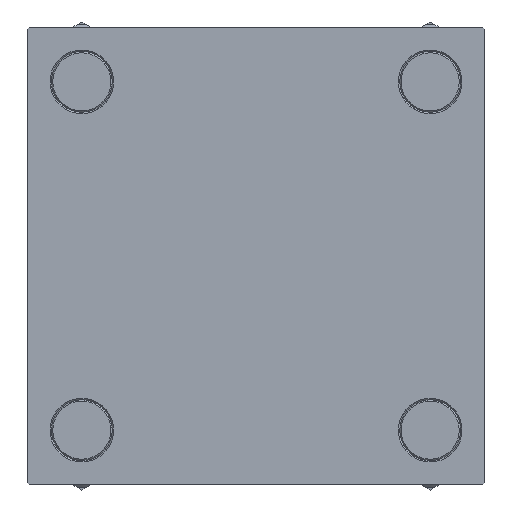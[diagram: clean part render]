
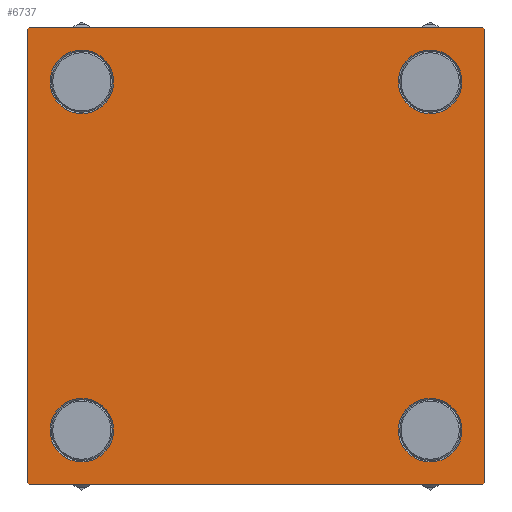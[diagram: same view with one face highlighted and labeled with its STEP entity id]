
A CAD part, left-side view. The second image highlights one B-rep face of the part: STEP entity #6737.
In plain terms, the highlighted planar face has unit normal (-1, 0, 0).
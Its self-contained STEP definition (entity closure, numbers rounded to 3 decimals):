
#181 = VERTEX_POINT ( 'NONE', #12558 ) ;
#1361 = CIRCLE ( 'NONE', #16788, 11.5 ) ;
#1445 = EDGE_LOOP ( 'NONE', ( #31633, #12764 ) ) ;
#1953 = CARTESIAN_POINT ( 'NONE',  ( 0., -82., 82.5 ) ) ;
#1982 = EDGE_CURVE ( 'NONE', #36978, #32200, #9622, .T. ) ;
#2206 = CARTESIAN_POINT ( 'NONE',  ( 0., -62.95, -62.95 ) ) ;
#2330 = VECTOR ( 'NONE', #16004, 1000. ) ;
#2385 = FACE_BOUND ( 'NONE', #1445, .T. ) ;
#2635 = LINE ( 'NONE', #11025, #36600 ) ;
#2808 = CARTESIAN_POINT ( 'NONE',  ( 0., -62.95, -74.45 ) ) ;
#2855 = DIRECTION ( 'NONE',  ( 0., -0.707, 0.707 ) ) ;
#2891 = FACE_BOUND ( 'NONE', #12271, .T. ) ;
#2957 = EDGE_CURVE ( 'NONE', #41228, #32064, #30797, .T. ) ;
#3008 = VECTOR ( 'NONE', #38522, 1000. ) ;
#5184 = CARTESIAN_POINT ( 'NONE',  ( 0., -62.95, 62.95 ) ) ;
#5220 = CARTESIAN_POINT ( 'NONE',  ( 0., -82.5, 82. ) ) ;
#5319 = ORIENTED_EDGE ( 'NONE', *, *, #6680, .T. ) ;
#5473 = EDGE_CURVE ( 'NONE', #29401, #26605, #33641, .T. ) ;
#5642 = DIRECTION ( 'NONE',  ( 1., 0., 0. ) ) ;
#5899 = CARTESIAN_POINT ( 'NONE',  ( 0., -62.95, 62.95 ) ) ;
#6680 = EDGE_CURVE ( 'NONE', #34255, #7139, #2635, .T. ) ;
#6737 = ADVANCED_FACE ( 'NONE', ( #25775, #2891, #2385, #10774, #30105 ), #37490, .T. ) ;
#6791 = CARTESIAN_POINT ( 'NONE',  ( 0., 62.95, 51.45 ) ) ;
#7139 = VERTEX_POINT ( 'NONE', #1953 ) ;
#7468 = EDGE_LOOP ( 'NONE', ( #16527, #20524 ) ) ;
#7601 = AXIS2_PLACEMENT_3D ( 'NONE', #5184, #47923, #24263 ) ;
#9051 = CARTESIAN_POINT ( 'NONE',  ( 0., 82.5, -82.5 ) ) ;
#9156 = CARTESIAN_POINT ( 'NONE',  ( 0., -82., -82.5 ) ) ;
#9622 = CIRCLE ( 'NONE', #16132, 11.5 ) ;
#10511 = DIRECTION ( 'NONE',  ( 0., 0., 1. ) ) ;
#10580 = CARTESIAN_POINT ( 'NONE',  ( 0., 62.95, -62.95 ) ) ;
#10774 = FACE_BOUND ( 'NONE', #12209, .T. ) ;
#10836 = VERTEX_POINT ( 'NONE', #38555 ) ;
#10937 = EDGE_LOOP ( 'NONE', ( #30772, #15529, #44892, #12545, #29780, #5319, #12712, #46070 ) ) ;
#11025 = CARTESIAN_POINT ( 'NONE',  ( 0., -82.25, 82.25 ) ) ;
#11367 = VECTOR ( 'NONE', #2855, 1000. ) ;
#11991 = CARTESIAN_POINT ( 'NONE',  ( 0., 62.95, 74.45 ) ) ;
#12209 = EDGE_LOOP ( 'NONE', ( #38652, #29968 ) ) ;
#12271 = EDGE_LOOP ( 'NONE', ( #35343, #35335 ) ) ;
#12545 = ORIENTED_EDGE ( 'NONE', *, *, #5473, .T. ) ;
#12558 = CARTESIAN_POINT ( 'NONE',  ( 0., 82.5, -82. ) ) ;
#12712 = ORIENTED_EDGE ( 'NONE', *, *, #46599, .F. ) ;
#12764 = ORIENTED_EDGE ( 'NONE', *, *, #2957, .T. ) ;
#13541 = DIRECTION ( 'NONE',  ( 0., 0., 1. ) ) ;
#13715 = DIRECTION ( 'NONE',  ( 0., 0., 1. ) ) ;
#14492 = DIRECTION ( 'NONE',  ( 1., 0., 0. ) ) ;
#14843 = DIRECTION ( 'NONE',  ( -1., 0., 0. ) ) ;
#15529 = ORIENTED_EDGE ( 'NONE', *, *, #25703, .T. ) ;
#15595 = CARTESIAN_POINT ( 'NONE',  ( 0., 82., 82.5 ) ) ;
#16004 = DIRECTION ( 'NONE',  ( 0., 0., -1. ) ) ;
#16117 = EDGE_CURVE ( 'NONE', #33793, #181, #50019, .T. ) ;
#16132 = AXIS2_PLACEMENT_3D ( 'NONE', #16798, #14492, #48850 ) ;
#16527 = ORIENTED_EDGE ( 'NONE', *, *, #36840, .T. ) ;
#16788 = AXIS2_PLACEMENT_3D ( 'NONE', #10580, #22281, #13715 ) ;
#16798 = CARTESIAN_POINT ( 'NONE',  ( 0., 62.95, 62.95 ) ) ;
#17591 = CIRCLE ( 'NONE', #24891, 11.5 ) ;
#17849 = CARTESIAN_POINT ( 'NONE',  ( 0., -62.95, -62.95 ) ) ;
#17876 = AXIS2_PLACEMENT_3D ( 'NONE', #5899, #37711, #13541 ) ;
#18652 = DIRECTION ( 'NONE',  ( 0., 0.707, 0.707 ) ) ;
#18873 = CARTESIAN_POINT ( 'NONE',  ( 0., -82.25, -82.25 ) ) ;
#18905 = CARTESIAN_POINT ( 'NONE',  ( 0., 0., 0. ) ) ;
#19565 = LINE ( 'NONE', #42221, #2330 ) ;
#19573 = AXIS2_PLACEMENT_3D ( 'NONE', #18905, #14843, #10511 ) ;
#20003 = AXIS2_PLACEMENT_3D ( 'NONE', #29087, #29586, #40781 ) ;
#20502 = DIRECTION ( 'NONE',  ( 0., -1., 0. ) ) ;
#20524 = ORIENTED_EDGE ( 'NONE', *, *, #49779, .T. ) ;
#21215 = VERTEX_POINT ( 'NONE', #39664 ) ;
#21788 = LINE ( 'NONE', #25105, #46081 ) ;
#22281 = DIRECTION ( 'NONE',  ( 1., 0., 0. ) ) ;
#22927 = CARTESIAN_POINT ( 'NONE',  ( 0., 62.95, -51.45 ) ) ;
#23027 = CIRCLE ( 'NONE', #7601, 11.5 ) ;
#23626 = DIRECTION ( 'NONE',  ( 1., 0., 0. ) ) ;
#24263 = DIRECTION ( 'NONE',  ( 0., 0., 1. ) ) ;
#24420 = EDGE_CURVE ( 'NONE', #44420, #37998, #17591, .T. ) ;
#24880 = CARTESIAN_POINT ( 'NONE',  ( 0., -62.95, -51.45 ) ) ;
#24891 = AXIS2_PLACEMENT_3D ( 'NONE', #2206, #37313, #49019 ) ;
#25105 = CARTESIAN_POINT ( 'NONE',  ( 0., 82.25, 82.25 ) ) ;
#25703 = EDGE_CURVE ( 'NONE', #181, #21215, #34705, .T. ) ;
#25775 = FACE_BOUND ( 'NONE', #7468, .T. ) ;
#26605 = VERTEX_POINT ( 'NONE', #45942 ) ;
#26803 = EDGE_CURVE ( 'NONE', #32200, #36978, #40398, .T. ) ;
#27953 = CARTESIAN_POINT ( 'NONE',  ( 0., 62.95, -74.45 ) ) ;
#28431 = DIRECTION ( 'NONE',  ( 0., 0.707, -0.707 ) ) ;
#28602 = EDGE_CURVE ( 'NONE', #32064, #41228, #1361, .T. ) ;
#28972 = VERTEX_POINT ( 'NONE', #15595 ) ;
#29087 = CARTESIAN_POINT ( 'NONE',  ( 0., 62.95, 62.95 ) ) ;
#29401 = VERTEX_POINT ( 'NONE', #9156 ) ;
#29478 = CIRCLE ( 'NONE', #42496, 11.5 ) ;
#29586 = DIRECTION ( 'NONE',  ( 1., 0., 0. ) ) ;
#29712 = EDGE_CURVE ( 'NONE', #28972, #33793, #21788, .T. ) ;
#29780 = ORIENTED_EDGE ( 'NONE', *, *, #33274, .F. ) ;
#29968 = ORIENTED_EDGE ( 'NONE', *, *, #26803, .T. ) ;
#30087 = CIRCLE ( 'NONE', #17876, 11.5 ) ;
#30105 = FACE_OUTER_BOUND ( 'NONE', #10937, .T. ) ;
#30772 = ORIENTED_EDGE ( 'NONE', *, *, #16117, .T. ) ;
#30797 = CIRCLE ( 'NONE', #40520, 11.5 ) ;
#31114 = VECTOR ( 'NONE', #42388, 1000. ) ;
#31633 = ORIENTED_EDGE ( 'NONE', *, *, #28602, .T. ) ;
#32064 = VERTEX_POINT ( 'NONE', #22927 ) ;
#32200 = VERTEX_POINT ( 'NONE', #6791 ) ;
#32708 = LINE ( 'NONE', #9051, #43061 ) ;
#33274 = EDGE_CURVE ( 'NONE', #34255, #26605, #19565, .T. ) ;
#33641 = LINE ( 'NONE', #18873, #11367 ) ;
#33793 = VERTEX_POINT ( 'NONE', #47022 ) ;
#34216 = CARTESIAN_POINT ( 'NONE',  ( 0., 82.25, -82.25 ) ) ;
#34255 = VERTEX_POINT ( 'NONE', #5220 ) ;
#34510 = CARTESIAN_POINT ( 'NONE',  ( 0., 82.5, 82.5 ) ) ;
#34705 = LINE ( 'NONE', #34216, #3008 ) ;
#35335 = ORIENTED_EDGE ( 'NONE', *, *, #40722, .T. ) ;
#35343 = ORIENTED_EDGE ( 'NONE', *, *, #24420, .T. ) ;
#35974 = VECTOR ( 'NONE', #49146, 1000. ) ;
#36600 = VECTOR ( 'NONE', #18652, 1000. ) ;
#36840 = EDGE_CURVE ( 'NONE', #10836, #39647, #30087, .T. ) ;
#36978 = VERTEX_POINT ( 'NONE', #11991 ) ;
#37225 = EDGE_CURVE ( 'NONE', #21215, #29401, #32708, .T. ) ;
#37313 = DIRECTION ( 'NONE',  ( 1., 0., 0. ) ) ;
#37490 = PLANE ( 'NONE',  #19573 ) ;
#37711 = DIRECTION ( 'NONE',  ( 1., 0., 0. ) ) ;
#37998 = VERTEX_POINT ( 'NONE', #2808 ) ;
#38412 = CARTESIAN_POINT ( 'NONE',  ( 0., 62.95, -62.95 ) ) ;
#38522 = DIRECTION ( 'NONE',  ( 0., -0.707, -0.707 ) ) ;
#38555 = CARTESIAN_POINT ( 'NONE',  ( 0., -62.95, 74.45 ) ) ;
#38652 = ORIENTED_EDGE ( 'NONE', *, *, #1982, .T. ) ;
#39647 = VERTEX_POINT ( 'NONE', #40548 ) ;
#39664 = CARTESIAN_POINT ( 'NONE',  ( 0., 82., -82.5 ) ) ;
#40398 = CIRCLE ( 'NONE', #20003, 11.5 ) ;
#40520 = AXIS2_PLACEMENT_3D ( 'NONE', #38412, #23626, #49868 ) ;
#40548 = CARTESIAN_POINT ( 'NONE',  ( 0., -62.95, 51.45 ) ) ;
#40722 = EDGE_CURVE ( 'NONE', #37998, #44420, #29478, .T. ) ;
#40781 = DIRECTION ( 'NONE',  ( 0., 0., 1. ) ) ;
#41228 = VERTEX_POINT ( 'NONE', #27953 ) ;
#42013 = LINE ( 'NONE', #46336, #35974 ) ;
#42221 = CARTESIAN_POINT ( 'NONE',  ( 0., -82.5, 82.5 ) ) ;
#42388 = DIRECTION ( 'NONE',  ( 0., 0., -1. ) ) ;
#42496 = AXIS2_PLACEMENT_3D ( 'NONE', #17849, #5642, #48643 ) ;
#43061 = VECTOR ( 'NONE', #20502, 1000. ) ;
#44420 = VERTEX_POINT ( 'NONE', #24880 ) ;
#44892 = ORIENTED_EDGE ( 'NONE', *, *, #37225, .T. ) ;
#45942 = CARTESIAN_POINT ( 'NONE',  ( 0., -82.5, -82. ) ) ;
#46070 = ORIENTED_EDGE ( 'NONE', *, *, #29712, .T. ) ;
#46081 = VECTOR ( 'NONE', #28431, 1000. ) ;
#46336 = CARTESIAN_POINT ( 'NONE',  ( 0., 82.5, 82.5 ) ) ;
#46599 = EDGE_CURVE ( 'NONE', #28972, #7139, #42013, .T. ) ;
#47022 = CARTESIAN_POINT ( 'NONE',  ( 0., 82.5, 82. ) ) ;
#47923 = DIRECTION ( 'NONE',  ( 1., 0., 0. ) ) ;
#48643 = DIRECTION ( 'NONE',  ( 0., 0., 1. ) ) ;
#48850 = DIRECTION ( 'NONE',  ( 0., 0., 1. ) ) ;
#49019 = DIRECTION ( 'NONE',  ( 0., 0., 1. ) ) ;
#49146 = DIRECTION ( 'NONE',  ( 0., -1., 0. ) ) ;
#49779 = EDGE_CURVE ( 'NONE', #39647, #10836, #23027, .T. ) ;
#49868 = DIRECTION ( 'NONE',  ( 0., 0., 1. ) ) ;
#50019 = LINE ( 'NONE', #34510, #31114 ) ;
